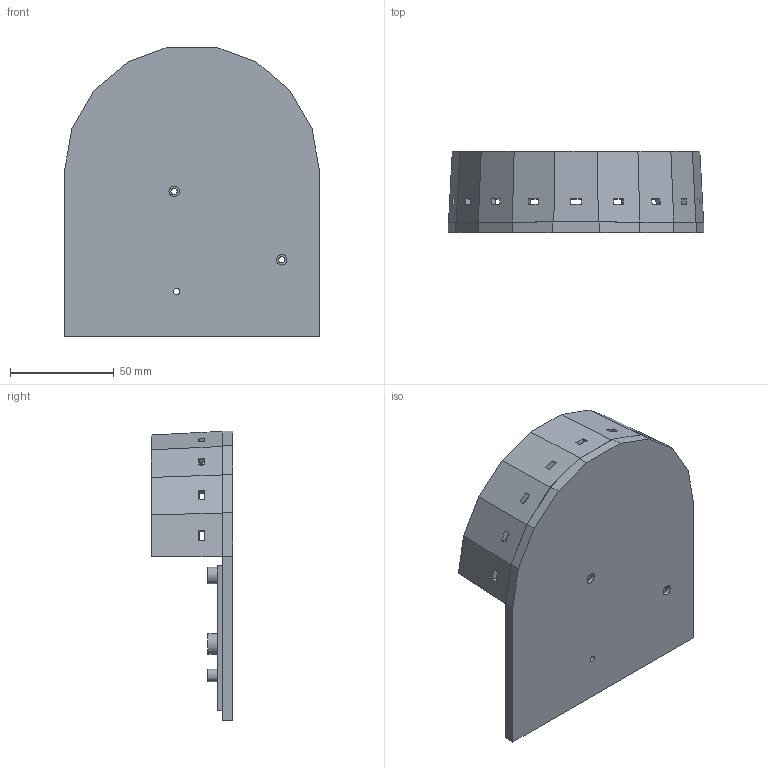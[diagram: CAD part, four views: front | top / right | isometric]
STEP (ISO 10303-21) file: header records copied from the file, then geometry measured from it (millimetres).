
FILE_DESCRIPTION(('Open CASCADE Model'),'2;1');
FILE_NAME('Open CASCADE Shape Model','2019-01-30T09:31:59',('Author'),( 'Open CASCADE'),'Open CASCADE STEP processor 6.3','Open CASCADE 6.3' ,'Unknown');
FILE_SCHEMA(('AUTOMOTIVE_DESIGN_CC2 { 1 2 10303 214 -1 1 5 4 }'));
Length unit declared in the file: millimetre
Products named in the file (1): Open CASCADE STEP translator 6.3 1
Bounding box: 123.39 x 39.22 x 140 mm (x, y, z)
Volume: 65075.2 mm3; surface area: 52814.9 mm2
Topology: 1 solids, 1 shells, 321 faces, 912 edges, 611 vertices
Faces by surface type: plane 312, cylinder 9
Full cylindrical faces by diameter (mm): 3 x3, 5 x2, 6 x1, 8 x1, 10 x1, 105 x1
Entity records: 22137 total; most frequent: CARTESIAN_POINT 3695, DIRECTION 3385, LINE 2648, VECTOR 2648, ORIENTED_EDGE 1824, PCURVE 1824, DEFINITIONAL_REPRESENTATION 1824, EDGE_CURVE 912
